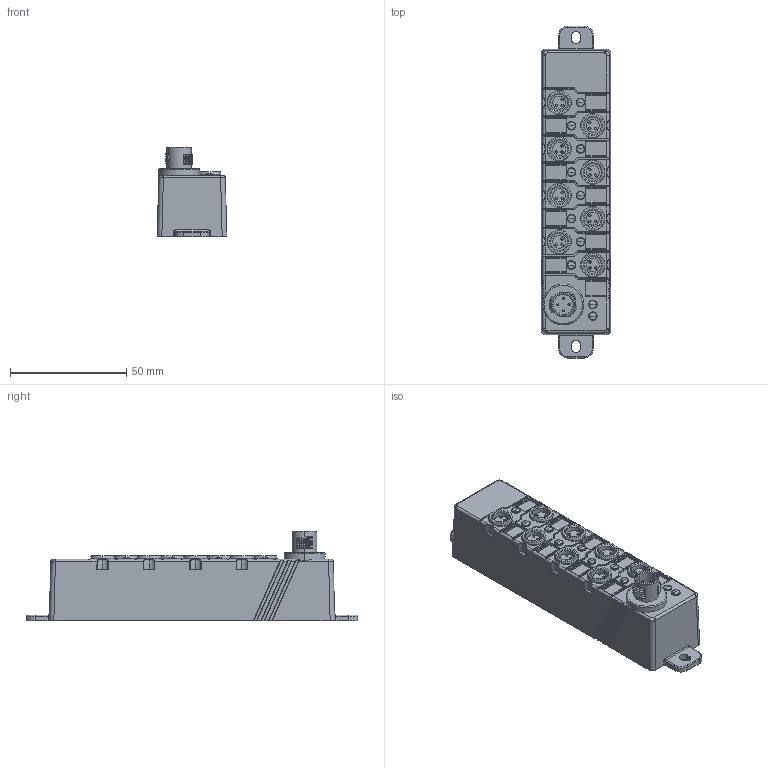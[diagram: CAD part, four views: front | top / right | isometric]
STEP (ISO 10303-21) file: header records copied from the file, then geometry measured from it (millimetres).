
FILE_DESCRIPTION((''),'2;1');
FILE_NAME('DM_CAD-2221_188849','2016-01-19T',('Creinig-se'),(''),'PRO/ENGINEER BY PARAMETRIC TECHNOLOGY CORPORATION, 2013050','PRO/ENGINEER BY PARAMETRIC TECHNOLOGY CORPORATION, 2013050','');
FILE_SCHEMA(('CONFIG_CONTROL_DESIGN'));
Products named in the file (1): DM_CAD-2221_188849
Bounding box: 30 x 143 x 38.6 mm (x, y, z)
Volume: 95319.2 mm3; surface area: 20176.6 mm2
Topology: 1 solids, 19 shells, 860 faces, 2199 edges, 1425 vertices
Faces by surface type: cylinder 301, plane 278, bspline 142, cone 90, torus 26, sphere 20, extrusion 3
Entity records: 46109 total; most frequent: CARTESIAN_POINT 16585, ORIENTED_EDGE 4358, DIRECTION 3744, PRESENTATION_STYLE_ASSIGNMENT 2432, STYLED_ITEM 2183, CURVE_STYLE 2182, EDGE_CURVE 2179, VERTEX_POINT 1425
